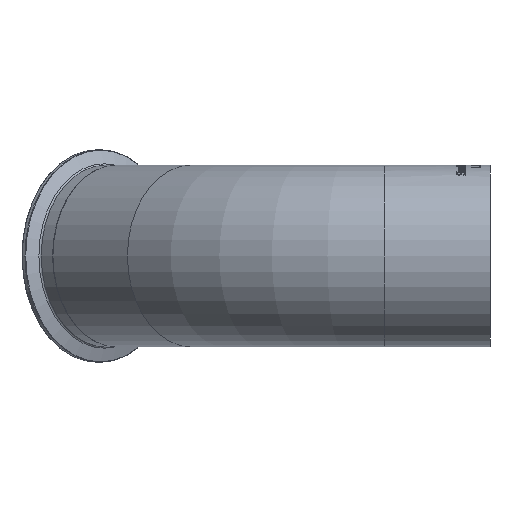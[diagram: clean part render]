
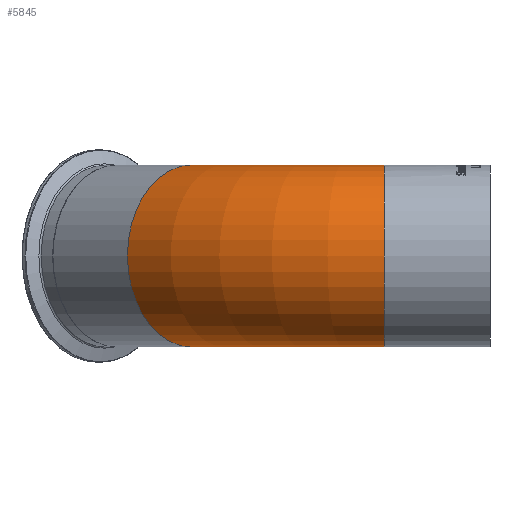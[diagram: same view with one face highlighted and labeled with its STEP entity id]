
A CAD part, left-side view. The second image highlights one B-rep face of the part: STEP entity #5845.
In plain terms, the highlighted toroidal (fillet/blend) face has major radius 152.4 mm and minor radius 50.8 mm.
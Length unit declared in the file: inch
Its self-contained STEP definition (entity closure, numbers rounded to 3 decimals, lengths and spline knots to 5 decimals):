
#18=TOROIDAL_SURFACE('',#6230,6.,2.);
#927=FACE_OUTER_BOUND('',#1278,.T.);
#1278=EDGE_LOOP('',(#5349,#5350,#5351,#5352,#5353,#5354,#5355));
#1422=CIRCLE('',#6199,2.);
#1423=CIRCLE('',#6200,2.);
#1433=CIRCLE('',#6222,2.);
#1434=CIRCLE('',#6223,2.);
#1435=CIRCLE('',#6224,2.);
#1439=CIRCLE('',#6231,4.);
#2794=VERTEX_POINT('',#12700);
#2795=VERTEX_POINT('',#12702);
#2805=VERTEX_POINT('',#12737);
#2806=VERTEX_POINT('',#12739);
#2807=VERTEX_POINT('',#12741);
#3648=EDGE_CURVE('',#2794,#2795,#1422,.T.);
#3649=EDGE_CURVE('',#2795,#2794,#1423,.T.);
#3662=EDGE_CURVE('',#2805,#2806,#1433,.T.);
#3663=EDGE_CURVE('',#2806,#2807,#1434,.T.);
#3664=EDGE_CURVE('',#2807,#2805,#1435,.T.);
#3668=EDGE_CURVE('',#2807,#2794,#1439,.T.);
#5349=ORIENTED_EDGE('',*,*,#3663,.F.);
#5350=ORIENTED_EDGE('',*,*,#3662,.F.);
#5351=ORIENTED_EDGE('',*,*,#3664,.F.);
#5352=ORIENTED_EDGE('',*,*,#3668,.T.);
#5353=ORIENTED_EDGE('',*,*,#3649,.F.);
#5354=ORIENTED_EDGE('',*,*,#3648,.F.);
#5355=ORIENTED_EDGE('',*,*,#3668,.F.);
#5845=ADVANCED_FACE('',(#927),#18,.T.);
#6199=AXIS2_PLACEMENT_3D('',#12703,#7311,#7312);
#6200=AXIS2_PLACEMENT_3D('',#12704,#7313,#7314);
#6222=AXIS2_PLACEMENT_3D('',#12740,#7360,#7361);
#6223=AXIS2_PLACEMENT_3D('',#12742,#7362,#7363);
#6224=AXIS2_PLACEMENT_3D('',#12743,#7364,#7365);
#6230=AXIS2_PLACEMENT_3D('',#12751,#7376,#7377);
#6231=AXIS2_PLACEMENT_3D('',#12752,#7378,#7379);
#7311=DIRECTION('center_axis',(0.,-1.,0.));
#7312=DIRECTION('ref_axis',(1.,0.,0.));
#7313=DIRECTION('center_axis',(0.,-1.,0.));
#7314=DIRECTION('ref_axis',(1.,0.,0.));
#7360=DIRECTION('center_axis',(0.707,0.707,0.));
#7361=DIRECTION('ref_axis',(0.707,-0.707,0.));
#7362=DIRECTION('center_axis',(0.707,0.707,0.));
#7363=DIRECTION('ref_axis',(0.707,-0.707,0.));
#7364=DIRECTION('center_axis',(0.707,0.707,0.));
#7365=DIRECTION('ref_axis',(0.707,-0.707,0.));
#7376=DIRECTION('center_axis',(0.,0.,-1.));
#7377=DIRECTION('ref_axis',(-1.,0.,0.));
#7378=DIRECTION('center_axis',(0.,0.,1.));
#7379=DIRECTION('ref_axis',(-1.,0.,0.));
#12700=CARTESIAN_POINT('',(2.,2.32756,0.));
#12702=CARTESIAN_POINT('',(0.,2.32756,-2.));
#12703=CARTESIAN_POINT('Origin',(0.,2.32756,0.));
#12704=CARTESIAN_POINT('Origin',(0.,2.32756,0.));
#12737=CARTESIAN_POINT('',(0.34315,7.98441,0.));
#12739=CARTESIAN_POINT('',(1.75736,6.5702,2.));
#12740=CARTESIAN_POINT('Origin',(1.75736,6.5702,0.));
#12741=CARTESIAN_POINT('',(3.17157,5.15599,0.));
#12742=CARTESIAN_POINT('Origin',(1.75736,6.5702,0.));
#12743=CARTESIAN_POINT('Origin',(1.75736,6.5702,0.));
#12751=CARTESIAN_POINT('Origin',(6.,2.32756,0.));
#12752=CARTESIAN_POINT('Origin',(6.,2.32756,0.));
